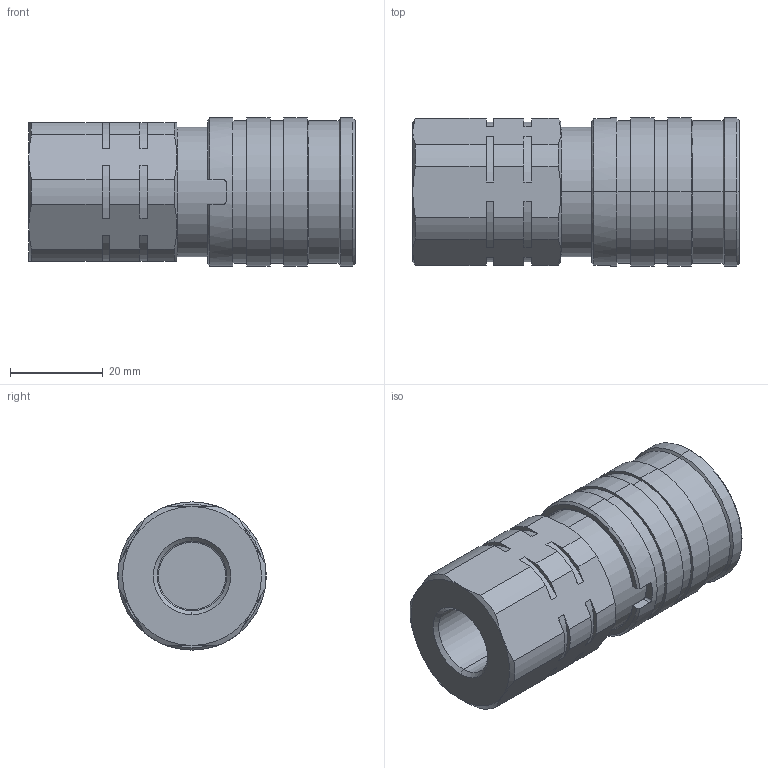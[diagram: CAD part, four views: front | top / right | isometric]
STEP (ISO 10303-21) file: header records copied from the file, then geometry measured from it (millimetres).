
FILE_DESCRIPTION (( 'STEP AP214' ), '1' );
FILE_NAME ('IF3810 RV.STEP', '2012-05-08T12:22:09', ( 'admin' ), ( 'Microsoft' ), 'SwSTEP 2.0', 'SolidWorks 2009', '' );
FILE_SCHEMA (( 'AUTOMOTIVE_DESIGN' ));
Length unit declared in the file: millimetre
Products named in the file (1): IF3810 RV
Bounding box: 70.5 x 32 x 32 mm (x, y, z)
Volume: 49954 mm3; surface area: 10995.1 mm2
Topology: 1 solids, 1 shells, 173 faces, 422 edges, 262 vertices
Faces by surface type: cylinder 71, plane 50, cone 41, torus 9, bspline 2
Entity records: 5328 total; most frequent: CARTESIAN_POINT 1190, DIRECTION 901, ORIENTED_EDGE 844, EDGE_CURVE 422, AXIS2_PLACEMENT_3D 355, VERTEX_POINT 262, LINE 191, VECTOR 191
